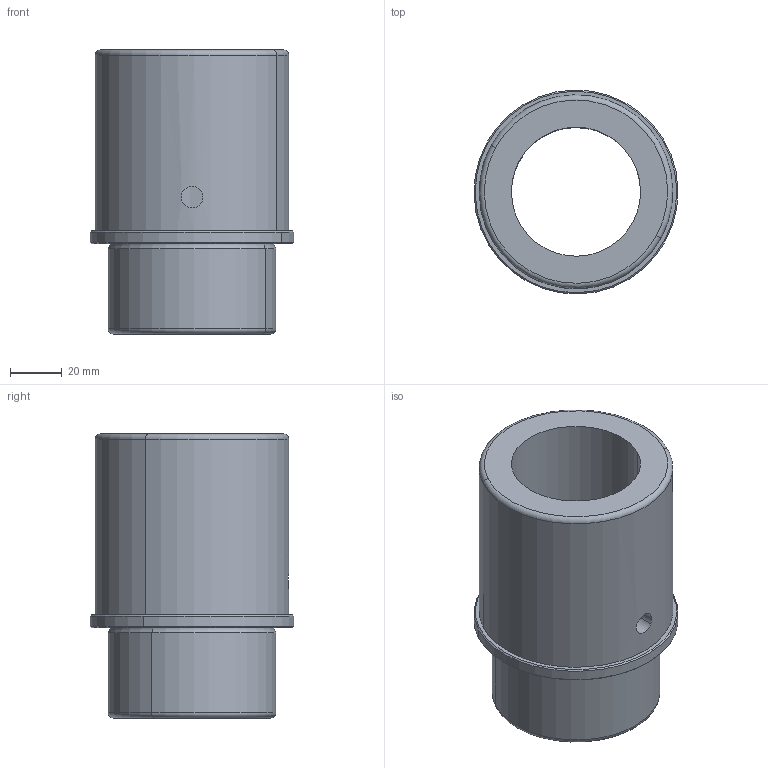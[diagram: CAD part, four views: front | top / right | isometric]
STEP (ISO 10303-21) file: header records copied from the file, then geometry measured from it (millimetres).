
FILE_DESCRIPTION(('CATIA V5 STEP Exchange'),'2;1');
FILE_NAME('RDBB202L.5011035.stp','2018-06-03T20:12:57+00:00',('none'),('none'),'CATIA Version 5 Release 19 GA (IN-10)','CATIA V5 STEP AP203','none');
FILE_SCHEMA(('CONFIG_CONTROL_DESIGN'));
Length unit declared in the file: millimetre
Products named in the file (1): RDBB202L.5011035
Bounding box: 78.98 x 78.98 x 110 mm (x, y, z)
Volume: 232596.8 mm3; surface area: 47897.1 mm2
Topology: 1 solids, 1 shells, 24 faces, 53 edges, 38 vertices
Faces by surface type: cylinder 10, torus 6, plane 4, cone 4
Entity records: 714 total; most frequent: CARTESIAN_POINT 166, ORIENTED_EDGE 100, DIRECTION 85, AXIS2_PLACEMENT_3D 51, EDGE_CURVE 50, CIRCLE 32, EDGE_LOOP 30, VERTEX_POINT 30
